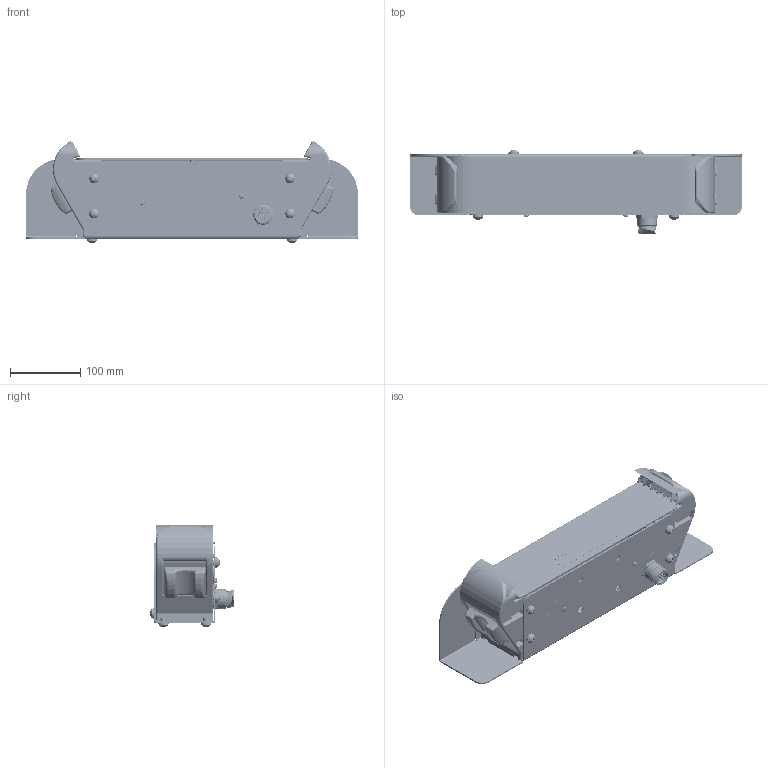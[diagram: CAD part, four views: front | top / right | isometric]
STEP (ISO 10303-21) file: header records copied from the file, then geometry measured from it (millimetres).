
FILE_DESCRIPTION((''),'2;1');
FILE_NAME('193923_ASM','2016-03-07T',('pdmadmin'),(''),'PRO/ENGINEER BY PARAMETRIC TECHNOLOGY CORPORATION, 2013230','PRO/ENGINEER BY PARAMETRIC TECHNOLOGY CORPORATION, 2013230','');
FILE_SCHEMA(('CONFIG_CONTROL_DESIGN'));
Length unit declared in the file: millimetre
Products named in the file (32): 130728_AF0; FH-032-10; PEM_NUT_S-632-2; PEM_S-0518-1; 130728_AF7_ASM; 130729; 127381; 127380; 131332; 63497; 132098_2; STB_BASE_W_132098_CABLE_ASM; 09646_AF1; 64157; 08847; 63489; 132102---STBVP6-RB1E02_ASM; 37960; 08249; 130730; 08499_AF8; 29442; 08499_AF9; 132425; 130727_AF1; FH-032-8; 130727_AF0_ASM; 133212; 132427; 11235; 78265---STBVP6-RB1Q8_ASM; 193923_ASM
Assembly tree (68 placements, depth 5):
  193923_ASM
    78265---STBVP6-RB1Q8_ASM
      130728_AF7_ASM
        130728_AF0
        FH-032-10
        PEM_NUT_S-632-2  x2
        PEM_S-0518-1  x6
      130729  x2
      127381  x8
      127380  x10
      131332  x10
      132102---STBVP6-RB1E02_ASM  x2
        STB_BASE_W_132098_CABLE_ASM
          63497
          132098_2
        09646_AF1
        64157
        08847
        63489
      37960  x2
      08249  x2
      130730
      08499_AF8
      29442  x2
      08499_AF9
      132425
      130727_AF0_ASM
        130727_AF1
        FH-032-8
      133212
      132427
      11235
Bounding box: 474 x 119.85 x 145.7 mm (x, y, z)
Volume: 829482.8 mm3; surface area: 665130.2 mm2
Topology: 69 solids, 95 shells, 7138 faces, 18814 edges, 12048 vertices
Faces by surface type: plane 2900, cylinder 2728, bspline 749, torus 246, sphere 192, extrusion 164, cone 159
Entity records: 201766 total; most frequent: CARTESIAN_POINT 97493, ORIENTED_EDGE 22248, DIRECTION 20779, EDGE_CURVE 11149, AXIS2_PLACEMENT_3D 7257, VERTEX_POINT 7151, VECTOR 6265, LINE 6182
